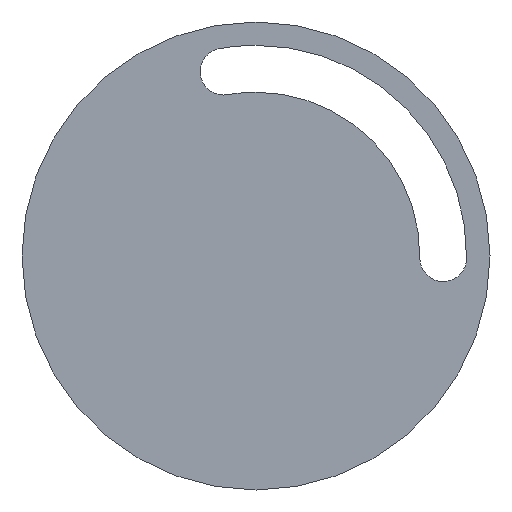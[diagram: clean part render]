
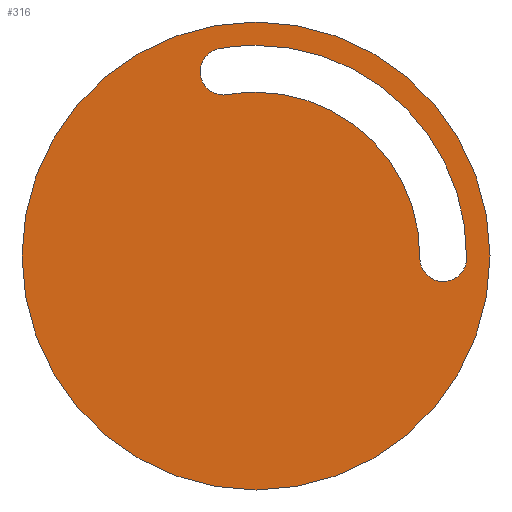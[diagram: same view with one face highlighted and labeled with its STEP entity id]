
A CAD part, front view. The second image highlights one B-rep face of the part: STEP entity #316.
In plain terms, the highlighted planar face has unit normal (0, -1, 0).
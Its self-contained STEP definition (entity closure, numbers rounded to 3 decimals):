
#3 = DIRECTION ( 'NONE',  ( 0., 0., 1. ) ) ;
#12 = EDGE_CURVE ( 'NONE', #97, #319, #28, .T. ) ;
#14 = DIRECTION ( 'NONE',  ( 0., 1., 0. ) ) ;
#25 = CIRCLE ( 'NONE', #156, 45. ) ;
#26 = ORIENTED_EDGE ( 'NONE', *, *, #308, .T. ) ;
#28 = CIRCLE ( 'NONE', #80, 35. ) ;
#37 = DIRECTION ( 'NONE',  ( 0., 1., 0. ) ) ;
#41 = CIRCLE ( 'NONE', #250, 35. ) ;
#44 = DIRECTION ( 'NONE',  ( 0., 1., 0. ) ) ;
#46 = CIRCLE ( 'NONE', #369, 50. ) ;
#47 = DIRECTION ( 'NONE',  ( 0., -1., 0. ) ) ;
#50 = EDGE_CURVE ( 'NONE', #178, #209, #95, .T. ) ;
#70 = PLANE ( 'NONE',  #76 ) ;
#71 = CIRCLE ( 'NONE', #147, 45. ) ;
#73 = CARTESIAN_POINT ( 'NONE',  ( -8.227, -5., 44.665 ) ) ;
#76 = AXIS2_PLACEMENT_3D ( 'NONE', #368, #14, #194 ) ;
#80 = AXIS2_PLACEMENT_3D ( 'NONE', #157, #151, #219 ) ;
#95 = CIRCLE ( 'NONE', #213, 5. ) ;
#97 = VERTEX_POINT ( 'NONE', #237 ) ;
#103 = DIRECTION ( 'NONE',  ( 0., 0., 1. ) ) ;
#120 = ORIENTED_EDGE ( 'NONE', *, *, #141, .T. ) ;
#125 = CARTESIAN_POINT ( 'NONE',  ( -0.413, -5., -49.651 ) ) ;
#140 = DIRECTION ( 'NONE',  ( 0., 1., 0. ) ) ;
#141 = EDGE_CURVE ( 'NONE', #175, #97, #211, .T. ) ;
#146 = VERTEX_POINT ( 'NONE', #276 ) ;
#147 = AXIS2_PLACEMENT_3D ( 'NONE', #220, #196, #103 ) ;
#151 = DIRECTION ( 'NONE',  ( 0., -1., 0. ) ) ;
#155 = VERTEX_POINT ( 'NONE', #125 ) ;
#156 = AXIS2_PLACEMENT_3D ( 'NONE', #312, #221, #342 ) ;
#157 = CARTESIAN_POINT ( 'NONE',  ( -0.413, -5., 0.349 ) ) ;
#164 = CARTESIAN_POINT ( 'NONE',  ( -0.413, -5., 50.349 ) ) ;
#172 = ORIENTED_EDGE ( 'NONE', *, *, #371, .F. ) ;
#175 = VERTEX_POINT ( 'NONE', #344 ) ;
#178 = VERTEX_POINT ( 'NONE', #190 ) ;
#179 = EDGE_CURVE ( 'NONE', #319, #178, #41, .T. ) ;
#190 = CARTESIAN_POINT ( 'NONE',  ( -6.491, -5., 34.817 ) ) ;
#194 = DIRECTION ( 'NONE',  ( 0., 0., 1. ) ) ;
#196 = DIRECTION ( 'NONE',  ( 0., 1., 0. ) ) ;
#205 = CARTESIAN_POINT ( 'NONE',  ( -0.413, -5., 0.349 ) ) ;
#206 = VERTEX_POINT ( 'NONE', #164 ) ;
#209 = VERTEX_POINT ( 'NONE', #73 ) ;
#211 = CIRCLE ( 'NONE', #222, 5. ) ;
#213 = AXIS2_PLACEMENT_3D ( 'NONE', #324, #37, #240 ) ;
#214 = CARTESIAN_POINT ( 'NONE',  ( 39.584, -5., -0.112 ) ) ;
#216 = EDGE_CURVE ( 'NONE', #209, #146, #71, .T. ) ;
#219 = DIRECTION ( 'NONE',  ( 0., 0., 1. ) ) ;
#220 = CARTESIAN_POINT ( 'NONE',  ( -0.413, -5., 0.349 ) ) ;
#221 = DIRECTION ( 'NONE',  ( 0., 1., 0. ) ) ;
#222 = AXIS2_PLACEMENT_3D ( 'NONE', #214, #241, #3 ) ;
#236 = EDGE_LOOP ( 'NONE', ( #264, #26, #120, #377, #354, #295 ) ) ;
#237 = CARTESIAN_POINT ( 'NONE',  ( 34.585, -5., -0.054 ) ) ;
#240 = DIRECTION ( 'NONE',  ( 0., 0., 1. ) ) ;
#241 = DIRECTION ( 'NONE',  ( 0., 1., 0. ) ) ;
#248 = FACE_OUTER_BOUND ( 'NONE', #381, .T. ) ;
#250 = AXIS2_PLACEMENT_3D ( 'NONE', #278, #47, #253 ) ;
#253 = DIRECTION ( 'NONE',  ( 0., 0., 1. ) ) ;
#264 = ORIENTED_EDGE ( 'NONE', *, *, #216, .T. ) ;
#276 = CARTESIAN_POINT ( 'NONE',  ( -0.413, -5., 45.349 ) ) ;
#278 = CARTESIAN_POINT ( 'NONE',  ( -0.413, -5., 0.349 ) ) ;
#279 = DIRECTION ( 'NONE',  ( 0., 0., 1. ) ) ;
#283 = FACE_BOUND ( 'NONE', #236, .T. ) ;
#295 = ORIENTED_EDGE ( 'NONE', *, *, #50, .T. ) ;
#303 = AXIS2_PLACEMENT_3D ( 'NONE', #310, #44, #279 ) ;
#308 = EDGE_CURVE ( 'NONE', #146, #175, #25, .T. ) ;
#309 = CARTESIAN_POINT ( 'NONE',  ( -0.413, -5., 35.349 ) ) ;
#310 = CARTESIAN_POINT ( 'NONE',  ( -0.413, -5., 0.349 ) ) ;
#312 = CARTESIAN_POINT ( 'NONE',  ( -0.413, -5., 0.349 ) ) ;
#316 = ADVANCED_FACE ( 'NONE', ( #283, #248 ), #70, .F. ) ;
#319 = VERTEX_POINT ( 'NONE', #309 ) ;
#324 = CARTESIAN_POINT ( 'NONE',  ( -7.359, -5., 39.741 ) ) ;
#331 = EDGE_CURVE ( 'NONE', #155, #206, #389, .T. ) ;
#342 = DIRECTION ( 'NONE',  ( 0., 0., 1. ) ) ;
#344 = CARTESIAN_POINT ( 'NONE',  ( 44.584, -5., -0.17 ) ) ;
#345 = DIRECTION ( 'NONE',  ( 0., 0., 1. ) ) ;
#352 = ORIENTED_EDGE ( 'NONE', *, *, #331, .F. ) ;
#354 = ORIENTED_EDGE ( 'NONE', *, *, #179, .T. ) ;
#368 = CARTESIAN_POINT ( 'NONE',  ( -0.413, -5., 0.349 ) ) ;
#369 = AXIS2_PLACEMENT_3D ( 'NONE', #205, #140, #345 ) ;
#371 = EDGE_CURVE ( 'NONE', #206, #155, #46, .T. ) ;
#377 = ORIENTED_EDGE ( 'NONE', *, *, #12, .T. ) ;
#381 = EDGE_LOOP ( 'NONE', ( #172, #352 ) ) ;
#389 = CIRCLE ( 'NONE', #303, 50. ) ;
